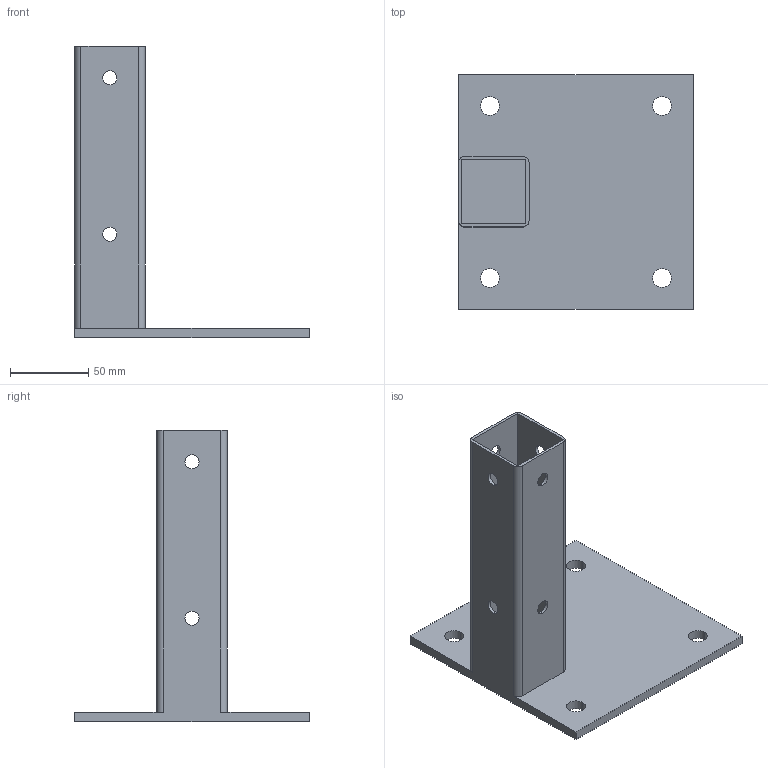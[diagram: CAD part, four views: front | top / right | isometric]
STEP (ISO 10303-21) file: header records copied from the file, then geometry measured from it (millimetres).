
FILE_DESCRIPTION (( 'STEP AP203' ), '1' );
FILE_NAME ('C47-34.STEP', '2018-04-03T11:40:26', ( 'User2' ), ( '' ), 'SwSTEP 2.0', 'SolidWorks 2007', '' );
FILE_SCHEMA (( 'CONFIG_CONTROL_DESIGN' ));
Length unit declared in the file: millimetre
Products named in the file (1): C47-34
Bounding box: 150 x 150 x 186 mm (x, y, z)
Volume: 190715.6 mm3; surface area: 108718.4 mm2
Topology: 1 solids, 1 shells, 43 faces, 120 edges, 80 vertices
Faces by surface type: cylinder 28, plane 15
Entity records: 1535 total; most frequent: DIRECTION 264, CARTESIAN_POINT 244, ORIENTED_EDGE 240, EDGE_CURVE 120, AXIS2_PLACEMENT_3D 100, VERTEX_POINT 80, EDGE_LOOP 68, LINE 64
